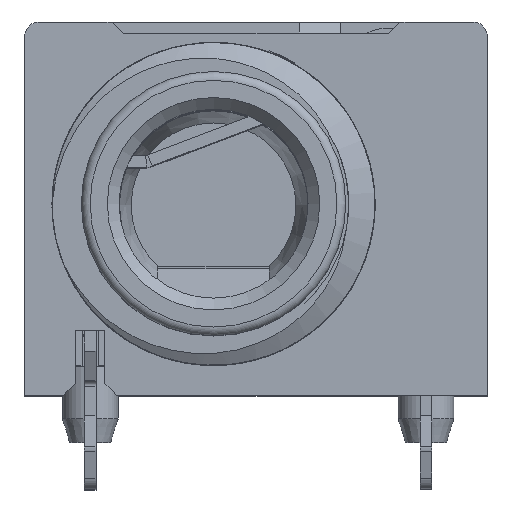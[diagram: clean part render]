
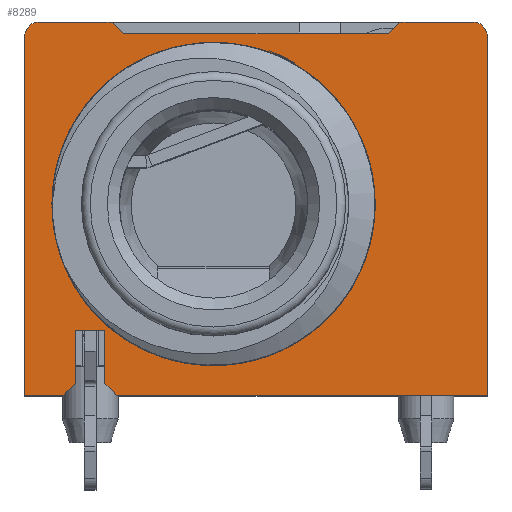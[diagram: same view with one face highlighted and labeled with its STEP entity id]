
A CAD part, top view. The second image highlights one B-rep face of the part: STEP entity #8289.
In plain terms, the highlighted planar face has unit normal (0, 0, 1).
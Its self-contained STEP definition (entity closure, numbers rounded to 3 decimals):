
#8115=CARTESIAN_POINT('',(-5.93,5.7,0.0));
#8116=DIRECTION('',(0.0,0.0,-1.0));
#8117=DIRECTION('',(-1.0,0.0,0.0));
#8118=AXIS2_PLACEMENT_3D('',#8115,#8116,#8117);
#8119=PLANE('',#8118);
#8120=CARTESIAN_POINT('',(-3.7,-6.1,0.));
#8121=VERTEX_POINT('',#8120);
#8122=CARTESIAN_POINT('',(-3.7,-4.3,0.));
#8123=VERTEX_POINT('',#8122);
#8124=CARTESIAN_POINT('',(-3.7,-6.1,0.));
#8125=DIRECTION('',(0.0,1.0,0.0));
#8126=VECTOR('',#8125,1.8);
#8127=LINE('',#8124,#8126);
#8128=EDGE_CURVE('',#8121,#8123,#8127,.T.);
#8129=ORIENTED_EDGE('',*,*,#8128,.F.);
#8130=CARTESIAN_POINT('',(-3.3,-6.5,0.0));
#8131=VERTEX_POINT('',#8130);
#8132=CARTESIAN_POINT('',(-3.7,-6.1,0.0));
#8133=DIRECTION('',(0.707,-0.707,0.0));
#8134=VECTOR('',#8133,0.566);
#8135=LINE('',#8132,#8134);
#8136=EDGE_CURVE('',#8121,#8131,#8135,.T.);
#8137=ORIENTED_EDGE('',*,*,#8136,.T.);
#8138=CARTESIAN_POINT('',(9.32,-6.5,0.0));
#8139=VERTEX_POINT('',#8138);
#8140=CARTESIAN_POINT('',(9.32,-6.5,0.0));
#8141=DIRECTION('',(-1.0,0.0,0.0));
#8142=VECTOR('',#8141,12.62);
#8143=LINE('',#8140,#8142);
#8144=EDGE_CURVE('',#8139,#8131,#8143,.T.);
#8145=ORIENTED_EDGE('',*,*,#8144,.F.);
#8146=CARTESIAN_POINT('',(9.32,5.7,0.0));
#8147=VERTEX_POINT('',#8146);
#8148=CARTESIAN_POINT('',(9.32,5.7,0.0));
#8149=DIRECTION('',(0.0,-1.0,0.0));
#8150=VECTOR('',#8149,12.2);
#8151=LINE('',#8148,#8150);
#8152=EDGE_CURVE('',#8147,#8139,#8151,.T.);
#8153=ORIENTED_EDGE('',*,*,#8152,.F.);
#8154=CARTESIAN_POINT('',(8.82,6.2,0.0));
#8155=VERTEX_POINT('',#8154);
#8156=CARTESIAN_POINT('',(8.82,5.7,0.0));
#8157=DIRECTION('',(0.0,0.0,-1.0));
#8158=DIRECTION('',(1.0,0.0,0.0));
#8159=AXIS2_PLACEMENT_3D('',#8156,#8157,#8158);
#8160=CIRCLE('',#8159,0.5);
#8161=EDGE_CURVE('',#8155,#8147,#8160,.T.);
#8162=ORIENTED_EDGE('',*,*,#8161,.F.);
#8163=CARTESIAN_POINT('',(6.345,6.2,0.0));
#8164=VERTEX_POINT('',#8163);
#8165=CARTESIAN_POINT('',(6.345,6.2,0.0));
#8166=DIRECTION('',(1.0,0.0,0.0));
#8167=VECTOR('',#8166,2.475);
#8168=LINE('',#8165,#8167);
#8169=EDGE_CURVE('',#8164,#8155,#8168,.T.);
#8170=ORIENTED_EDGE('',*,*,#8169,.F.);
#8171=CARTESIAN_POINT('',(5.945,5.8,0.0));
#8172=VERTEX_POINT('',#8171);
#8173=CARTESIAN_POINT('',(5.945,5.8,0.0));
#8174=DIRECTION('',(0.707,0.707,0.0));
#8175=VECTOR('',#8174,0.566);
#8176=LINE('',#8173,#8175);
#8177=EDGE_CURVE('',#8172,#8164,#8176,.T.);
#8178=ORIENTED_EDGE('',*,*,#8177,.F.);
#8179=CARTESIAN_POINT('',(-3.055,5.8,0.0));
#8180=VERTEX_POINT('',#8179);
#8181=CARTESIAN_POINT('',(-3.055,5.8,0.0));
#8182=DIRECTION('',(1.0,0.0,0.0));
#8183=VECTOR('',#8182,9.);
#8184=LINE('',#8181,#8183);
#8185=EDGE_CURVE('',#8180,#8172,#8184,.T.);
#8186=ORIENTED_EDGE('',*,*,#8185,.F.);
#8187=CARTESIAN_POINT('',(-3.455,6.2,0.0));
#8188=VERTEX_POINT('',#8187);
#8189=CARTESIAN_POINT('',(-3.455,6.2,0.0));
#8190=DIRECTION('',(0.707,-0.707,0.0));
#8191=VECTOR('',#8190,0.566);
#8192=LINE('',#8189,#8191);
#8193=EDGE_CURVE('',#8188,#8180,#8192,.T.);
#8194=ORIENTED_EDGE('',*,*,#8193,.F.);
#8195=CARTESIAN_POINT('',(-5.93,6.2,0.0));
#8196=VERTEX_POINT('',#8195);
#8197=CARTESIAN_POINT('',(-5.93,6.2,0.0));
#8198=DIRECTION('',(1.0,0.0,0.0));
#8199=VECTOR('',#8198,2.475);
#8200=LINE('',#8197,#8199);
#8201=EDGE_CURVE('',#8196,#8188,#8200,.T.);
#8202=ORIENTED_EDGE('',*,*,#8201,.F.);
#8203=CARTESIAN_POINT('',(-6.43,5.7,0.0));
#8204=VERTEX_POINT('',#8203);
#8205=CARTESIAN_POINT('',(-5.93,5.7,0.0));
#8206=DIRECTION('',(0.0,0.0,-1.0));
#8207=DIRECTION('',(1.0,0.0,0.0));
#8208=AXIS2_PLACEMENT_3D('',#8205,#8206,#8207);
#8209=CIRCLE('',#8208,0.5);
#8210=EDGE_CURVE('',#8204,#8196,#8209,.T.);
#8211=ORIENTED_EDGE('',*,*,#8210,.F.);
#8212=CARTESIAN_POINT('',(-6.43,-6.5,0.0));
#8213=VERTEX_POINT('',#8212);
#8214=CARTESIAN_POINT('',(-6.43,-6.5,0.0));
#8215=DIRECTION('',(0.0,1.0,0.0));
#8216=VECTOR('',#8215,12.2);
#8217=LINE('',#8214,#8216);
#8218=EDGE_CURVE('',#8213,#8204,#8217,.T.);
#8219=ORIENTED_EDGE('',*,*,#8218,.F.);
#8220=CARTESIAN_POINT('',(-5.1,-6.5,0.0));
#8221=VERTEX_POINT('',#8220);
#8222=CARTESIAN_POINT('',(-5.1,-6.5,0.0));
#8223=DIRECTION('',(-1.0,0.0,0.0));
#8224=VECTOR('',#8223,1.33);
#8225=LINE('',#8222,#8224);
#8226=EDGE_CURVE('',#8221,#8213,#8225,.T.);
#8227=ORIENTED_EDGE('',*,*,#8226,.F.);
#8228=CARTESIAN_POINT('',(-4.7,-6.1,0.));
#8229=VERTEX_POINT('',#8228);
#8230=CARTESIAN_POINT('',(-5.1,-6.5,0.0));
#8231=DIRECTION('',(0.707,0.707,0.0));
#8232=VECTOR('',#8231,0.566);
#8233=LINE('',#8230,#8232);
#8234=EDGE_CURVE('',#8221,#8229,#8233,.T.);
#8235=ORIENTED_EDGE('',*,*,#8234,.T.);
#8236=CARTESIAN_POINT('',(-4.7,-4.3,0.));
#8237=VERTEX_POINT('',#8236);
#8238=CARTESIAN_POINT('',(-4.7,-6.1,0.));
#8239=DIRECTION('',(0.0,1.0,0.0));
#8240=VECTOR('',#8239,1.8);
#8241=LINE('',#8238,#8240);
#8242=EDGE_CURVE('',#8229,#8237,#8241,.T.);
#8243=ORIENTED_EDGE('',*,*,#8242,.T.);
#8244=CARTESIAN_POINT('',(-3.7,-4.3,0.));
#8245=DIRECTION('',(-1.0,0.0,0.0));
#8246=VECTOR('',#8245,1.);
#8247=LINE('',#8244,#8246);
#8248=EDGE_CURVE('',#8123,#8237,#8247,.T.);
#8249=ORIENTED_EDGE('',*,*,#8248,.F.);
#8250=EDGE_LOOP('',(#8129,#8137,#8145,#8153,#8162,#8170,#8178,#8186,#8194,#8202,#8211,#8219,#8227,#8235,#8243,#8249));
#8251=FACE_OUTER_BOUND('',#8250,.T.);
#8252=CARTESIAN_POINT('',(2.743,4.767,0.0));
#8253=VERTEX_POINT('',#8252);
#8254=CARTESIAN_POINT('',(2.768,4.81,0.));
#8255=VERTEX_POINT('',#8254);
#8256=CARTESIAN_POINT('',(2.743,4.767,0.0));
#8257=DIRECTION('',(0.499,0.867,0.0));
#8258=VECTOR('',#8257,0.05);
#8259=LINE('',#8256,#8258);
#8260=EDGE_CURVE('',#8253,#8255,#8259,.T.);
#8261=ORIENTED_EDGE('',*,*,#8260,.F.);
#8262=CARTESIAN_POINT('',(2.594,4.85,0.));
#8263=VERTEX_POINT('',#8262);
#8264=CARTESIAN_POINT('',(0.,0.0,0.0));
#8265=DIRECTION('',(0.0,0.0,1.0));
#8266=DIRECTION('',(-1.0,0.0,0.0));
#8267=AXIS2_PLACEMENT_3D('',#8264,#8265,#8266);
#8268=CIRCLE('',#8267,5.5);
#8269=EDGE_CURVE('',#8263,#8253,#8268,.T.);
#8270=ORIENTED_EDGE('',*,*,#8269,.F.);
#8271=CARTESIAN_POINT('',(1.898,5.215,0.));
#8272=VERTEX_POINT('',#8271);
#8273=CARTESIAN_POINT('',(0.296,1.604,0.));
#8274=DIRECTION('',(0.,0.,1.0));
#8275=DIRECTION('',(0.919,-0.394,0.));
#8276=AXIS2_PLACEMENT_3D('',#8273,#8274,#8275);
#8277=ELLIPSE('',#8276,4.747,3.95);
#8278=EDGE_CURVE('',#8263,#8272,#8277,.T.);
#8279=ORIENTED_EDGE('',*,*,#8278,.T.);
#8280=CARTESIAN_POINT('',(0.612,1.461,0.));
#8281=DIRECTION('',(0.,0.,-1.0));
#8282=DIRECTION('',(0.922,-0.387,0.));
#8283=AXIS2_PLACEMENT_3D('',#8280,#8281,#8282);
#8284=ELLIPSE('',#8283,4.764,3.965);
#8285=EDGE_CURVE('',#8272,#8255,#8284,.T.);
#8286=ORIENTED_EDGE('',*,*,#8285,.T.);
#8287=EDGE_LOOP('',(#8261,#8270,#8279,#8286));
#8288=FACE_BOUND('',#8287,.T.);
#8289=ADVANCED_FACE('',(#8251,#8288),#8119,.F.);
